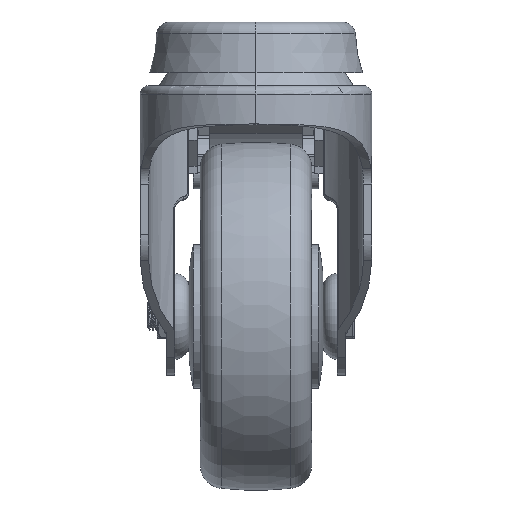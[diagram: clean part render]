
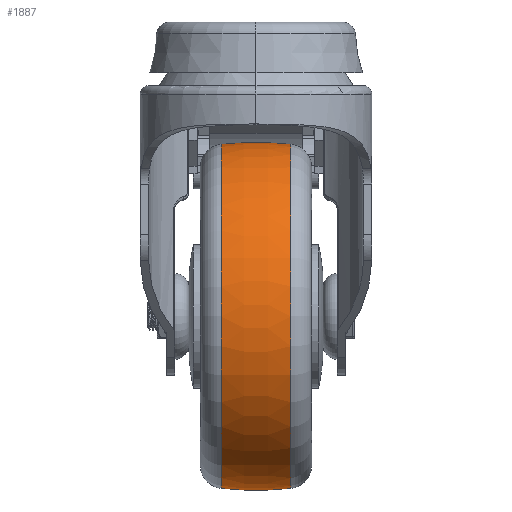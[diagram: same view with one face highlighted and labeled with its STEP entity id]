
A CAD part, left-side view. The second image highlights one B-rep face of the part: STEP entity #1887.
In plain terms, the highlighted toroidal (fillet/blend) face has major radius 35 mm and minor radius 72.5 mm.
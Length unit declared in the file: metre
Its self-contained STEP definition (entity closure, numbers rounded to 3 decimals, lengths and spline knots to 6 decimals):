
#1887=ADVANCED_FACE('',(#3148),#3149,.T.);
#3148=FACE_OUTER_BOUND('',#8041,.T.);
#3149=TOROIDAL_SURFACE('',#8042,-0.035,0.0725);
#8041=EDGE_LOOP('',(#19351,#19352,#19353,#19354));
#8042=AXIS2_PLACEMENT_3D('',#19355,#19356,#19357);
#19351=ORIENTED_EDGE('',*,*,#22991,.T.);
#19352=ORIENTED_EDGE('',*,*,#23007,.F.);
#19353=ORIENTED_EDGE('',*,*,#22993,.T.);
#19354=ORIENTED_EDGE('',*,*,#23005,.T.);
#19355=CARTESIAN_POINT('',(0.0,0.0,0.0));
#19356=DIRECTION('',(0.0,1.0,0.0));
#19357=DIRECTION('',(0.0,0.0,1.0));
#22991=EDGE_CURVE('',#25561,#25553,#25562,.T.);
#22993=EDGE_CURVE('',#25556,#25563,#25565,.T.);
#23005=EDGE_CURVE('',#25563,#25561,#25585,.T.);
#23007=EDGE_CURVE('',#25556,#25553,#25587,.T.);
#25553=VERTEX_POINT('',#30262);
#25556=VERTEX_POINT('',#30265);
#25561=VERTEX_POINT('',#30270);
#25562=CIRCLE('',#30271,0.0725);
#25563=VERTEX_POINT('',#30272);
#25565=CIRCLE('',#30274,0.0725);
#25585=CIRCLE('',#30297,0.037109);
#25587=CIRCLE('',#30299,0.037109);
#30262=CARTESIAN_POINT('',(0.0,0.007519,0.037109));
#30265=CARTESIAN_POINT('',(0.,0.007519,-0.037109));
#30270=CARTESIAN_POINT('',(0.0,-0.007519,0.037109));
#30271=AXIS2_PLACEMENT_3D('',#42670,#42671,#42672);
#30272=CARTESIAN_POINT('',(0.,-0.007519,-0.037109));
#30274=AXIS2_PLACEMENT_3D('',#42676,#42677,#42678);
#30297=AXIS2_PLACEMENT_3D('',#42706,#42707,#42708);
#30299=AXIS2_PLACEMENT_3D('',#42712,#42713,#42714);
#42670=CARTESIAN_POINT('',(0.,0.0,-0.035));
#42671=DIRECTION('',(-1.0,0.0,0.));
#42672=DIRECTION('',(0.,-0.0,1.0));
#42676=CARTESIAN_POINT('',(0.,0.0,0.035));
#42677=DIRECTION('',(-1.0,0.0,0.));
#42678=DIRECTION('',(0.,0.0,-1.0));
#42706=CARTESIAN_POINT('',(0.0,-0.007519,0.0));
#42707=DIRECTION('',(0.0,1.0,0.0));
#42708=DIRECTION('',(0.0,0.0,1.0));
#42712=CARTESIAN_POINT('',(0.0,0.007519,0.0));
#42713=DIRECTION('',(0.0,1.0,0.0));
#42714=DIRECTION('',(0.0,0.0,1.0));
